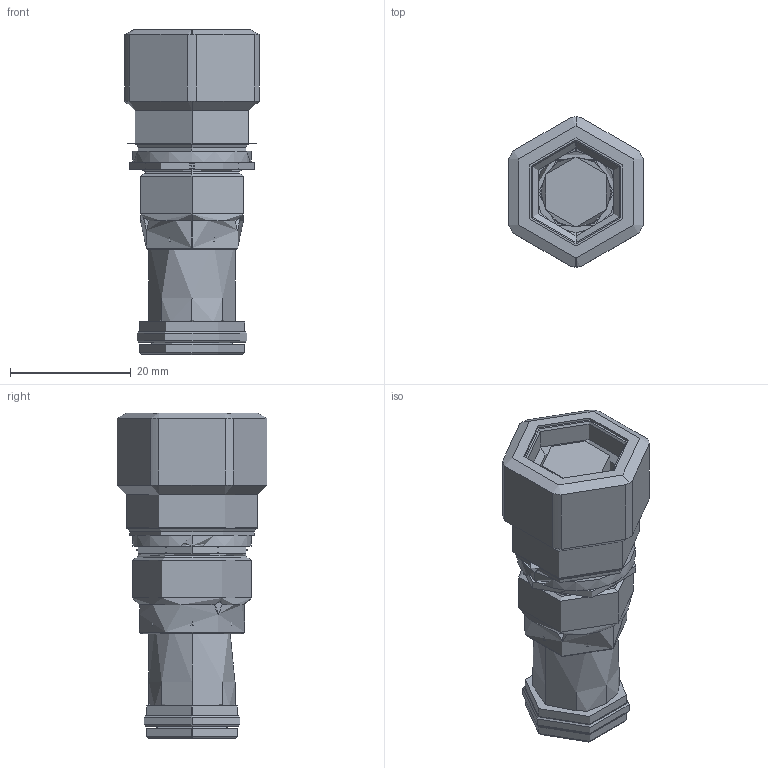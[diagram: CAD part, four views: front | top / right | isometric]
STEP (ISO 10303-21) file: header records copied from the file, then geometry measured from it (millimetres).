
FILE_DESCRIPTION((''),'2;1');
FILE_NAME('DFCA8DN_SW','2022-01-28T09:48:26',('SigMax'),(''),'CREO PARAMETRIC BY PTC INC, 2021072','CREO PARAMETRIC BY PTC INC, 2021072','');
FILE_SCHEMA(('CONFIG_CONTROL_DESIGN'));
Length unit declared in the file: inch
Products named in the file (1): DFCA8DN_SW
Bounding box: 22.23 x 24.84 x 53.95 mm (x, y, z)
Topology: 0 solids, 0 shells, 200 faces, 920 edges, 908 vertices
Faces by surface type: cylinder 98, cone 44, plane 31, torus 21, revolution 4, bspline 2
Entity records: 21566 total; most frequent: CARTESIAN_POINT 12906, DIRECTION 1660, TRIMMED_CURVE 1036, DEFINITIONAL_REPRESENTATION 900, PCURVE 900, COMPOSITE_CURVE_SEGMENT 900, VECTOR 804, LINE 804
